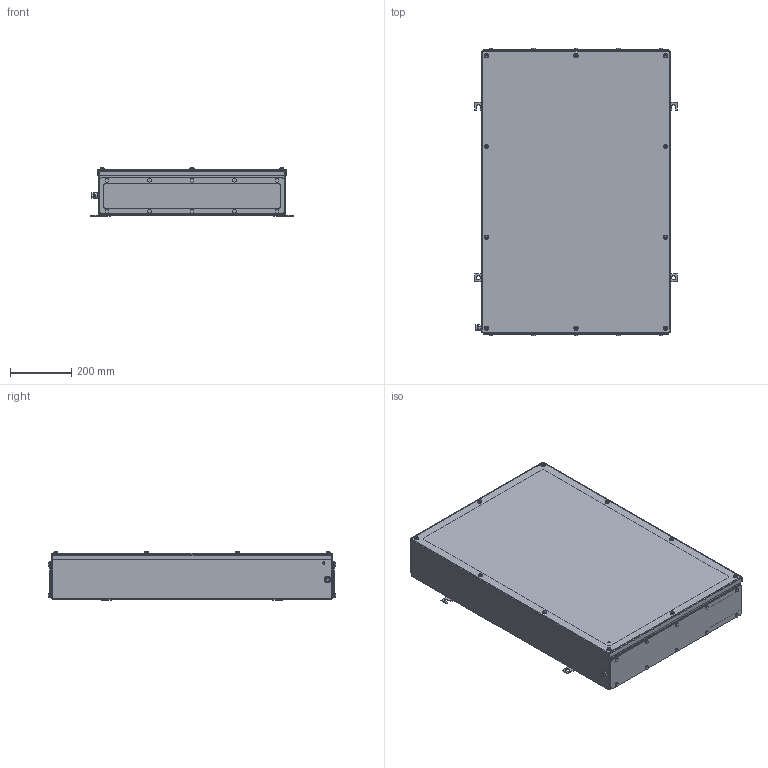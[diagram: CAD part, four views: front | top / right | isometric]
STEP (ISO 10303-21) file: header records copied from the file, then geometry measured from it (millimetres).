
FILE_DESCRIPTION(('CATIA V5 STEP Exchange','CAx-IF Rec.Pracs.--- Model Styling and Organization---1.4--- 2014-01-23'),'2;1');
FILE_NAME ('008701-4_2_1196620000_1196620000.stp','2019-09-25T09:35:38+00:00',('none'),('Weidmueller'),'CATIA Version 5-6 Release 2016 SP3 HF44','CATIA V5 STEP AP214','none');
FILE_SCHEMA(('AUTOMOTIVE_DESIGN { 1 0 10303 214 1 1 1 1 }'));
Products named in the file (1): Product6_AllCATPart
Bounding box: 661 x 936 x 158.5 mm (x, y, z)
Volume: 3246783.9 mm3; surface area: 3833668.4 mm2
Topology: 109 solids, 109 shells, 2319 faces, 5306 edges, 3281 vertices
Faces by surface type: cylinder 976, plane 777, cone 486, torus 64, sphere 16
Entity records: 61125 total; most frequent: CARTESIAN_POINT 12491, ORIENTED_EDGE 10424, DIRECTION 8095, EDGE_CURVE 5212, AXIS2_PLACEMENT_3D 3954, VERTEX_POINT 3281, EDGE_LOOP 2717, VECTOR 2518
